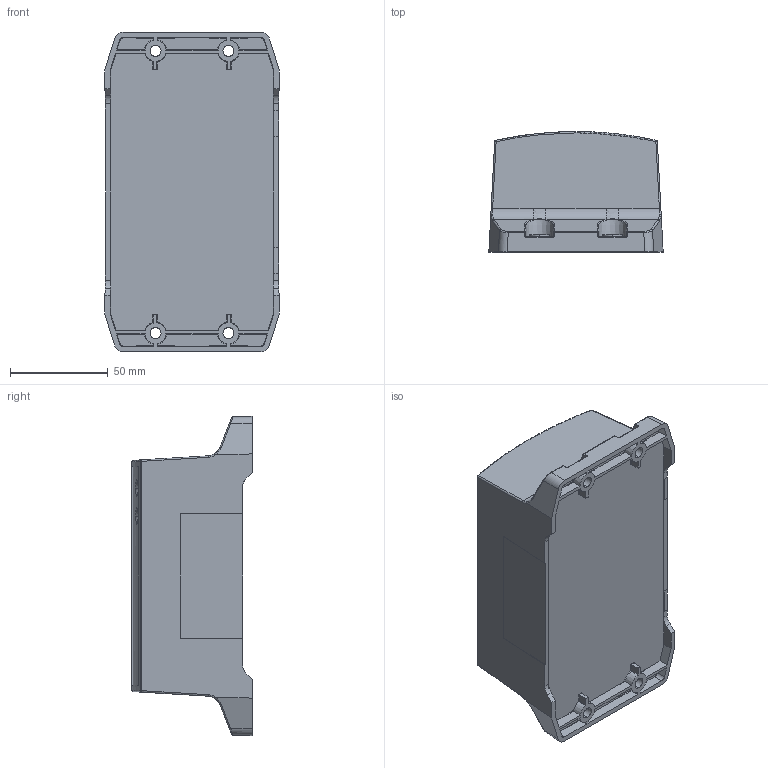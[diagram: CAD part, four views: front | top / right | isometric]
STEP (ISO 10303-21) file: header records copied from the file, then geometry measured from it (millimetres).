
FILE_DESCRIPTION (( 'STEP AP214' ), '1' );
FILE_NAME ('Easy charge 6A - 43310600.STEP', '2016-04-28T07:11:08', ( 'Actuant' ), ( 'Actuant' ), 'SwSTEP 2.0', 'SolidWorks 2015', '' );
FILE_SCHEMA (( 'AUTOMOTIVE_DESIGN' ));
Length unit declared in the file: inch
Products named in the file (1): Easy charge 6A - 43310600
Bounding box: 88.92 x 61.47 x 162.84 mm (x, y, z)
Volume: 124087.6 mm3; surface area: 100092.5 mm2
Topology: 1 solids, 7 shells, 813 faces, 2066 edges, 1304 vertices
Faces by surface type: plane 327, cylinder 209, bspline 162, cone 86, torus 20, sphere 9
Entity records: 31446 total; most frequent: CARTESIAN_POINT 13560, ORIENTED_EDGE 4130, DIRECTION 3208, EDGE_CURVE 2065, VERTEX_POINT 1304, AXIS2_PLACEMENT_3D 1092, VECTOR 1024, LINE 1024
